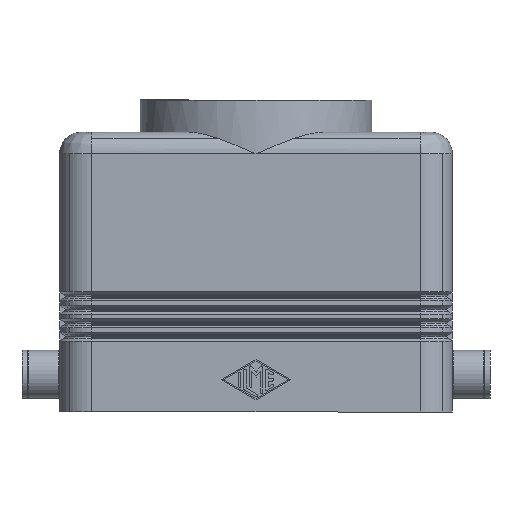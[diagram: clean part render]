
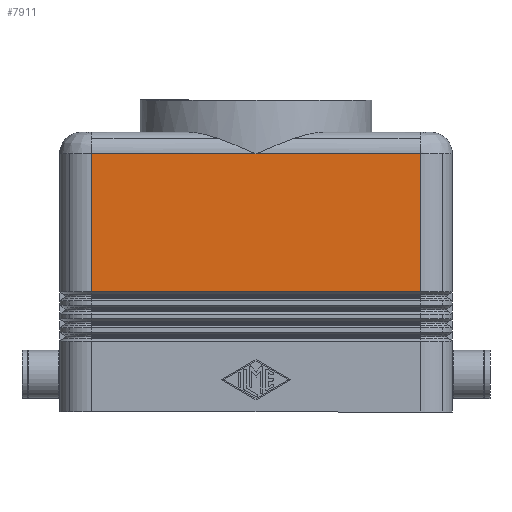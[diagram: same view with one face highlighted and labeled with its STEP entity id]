
A CAD part, front view. The second image highlights one B-rep face of the part: STEP entity #7911.
In plain terms, the highlighted planar face has unit normal (0, -1, 0).
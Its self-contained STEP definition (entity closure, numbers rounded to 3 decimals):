
#143=CARTESIAN_POINT('',(0.0,-21.5,48.));
#144=VERTEX_POINT('',#143);
#154=CARTESIAN_POINT('',(30.5,-21.5,48.0));
#155=VERTEX_POINT('',#154);
#156=CARTESIAN_POINT('',(0.0,-21.5,48.));
#157=DIRECTION('',(1.0,0.0,0.0));
#158=VECTOR('',#157,30.5);
#159=LINE('',#156,#158);
#160=EDGE_CURVE('',#144,#155,#159,.T.);
#4125=CARTESIAN_POINT('',(-30.5,-21.5,22.327));
#4126=VERTEX_POINT('',#4125);
#4134=CARTESIAN_POINT('',(-30.5,-21.5,48.));
#4135=VERTEX_POINT('',#4134);
#4136=CARTESIAN_POINT('',(-30.5,-21.5,22.327));
#4137=DIRECTION('',(0.0,0.0,1.0));
#4138=VECTOR('',#4137,25.673);
#4139=LINE('',#4136,#4138);
#4140=EDGE_CURVE('',#4126,#4135,#4139,.T.);
#4216=CARTESIAN_POINT('',(30.5,-21.5,22.327));
#4217=VERTEX_POINT('',#4216);
#4218=CARTESIAN_POINT('',(30.5,-21.5,48.0));
#4219=DIRECTION('',(0.0,0.0,-1.0));
#4220=VECTOR('',#4219,25.673);
#4221=LINE('',#4218,#4220);
#4222=EDGE_CURVE('',#155,#4217,#4221,.T.);
#4590=CARTESIAN_POINT('',(-30.5,-21.5,48.));
#4591=DIRECTION('',(1.0,0.0,0.0));
#4592=VECTOR('',#4591,30.5);
#4593=LINE('',#4590,#4592);
#4594=EDGE_CURVE('',#4135,#144,#4593,.T.);
#7777=CARTESIAN_POINT('',(-30.5,-21.5,22.327));
#7778=DIRECTION('',(1.0,0.0,0.0));
#7779=VECTOR('',#7778,61.);
#7780=LINE('',#7777,#7779);
#7781=EDGE_CURVE('',#4126,#4217,#7780,.T.);
#7899=CARTESIAN_POINT('',(0.,-21.5,26.));
#7900=DIRECTION('',(0.0,1.0,0.0));
#7901=DIRECTION('',(0.0,0.0,1.0));
#7902=AXIS2_PLACEMENT_3D('',#7899,#7900,#7901);
#7903=PLANE('',#7902);
#7904=ORIENTED_EDGE('',*,*,#7781,.T.);
#7905=ORIENTED_EDGE('',*,*,#4222,.F.);
#7906=ORIENTED_EDGE('',*,*,#160,.F.);
#7907=ORIENTED_EDGE('',*,*,#4594,.F.);
#7908=ORIENTED_EDGE('',*,*,#4140,.F.);
#7909=EDGE_LOOP('',(#7904,#7905,#7906,#7907,#7908));
#7910=FACE_OUTER_BOUND('',#7909,.T.);
#7911=ADVANCED_FACE('',(#7910),#7903,.F.);
